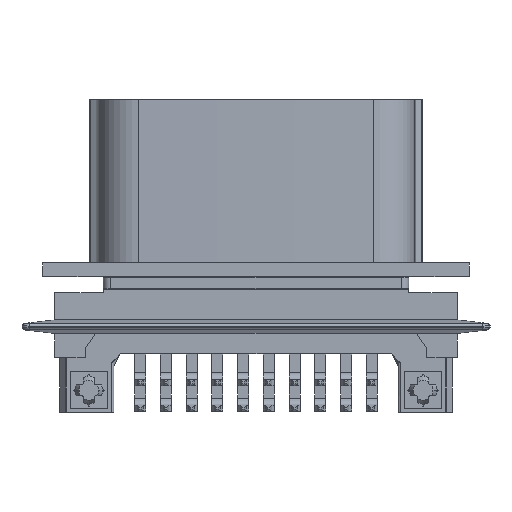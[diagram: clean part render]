
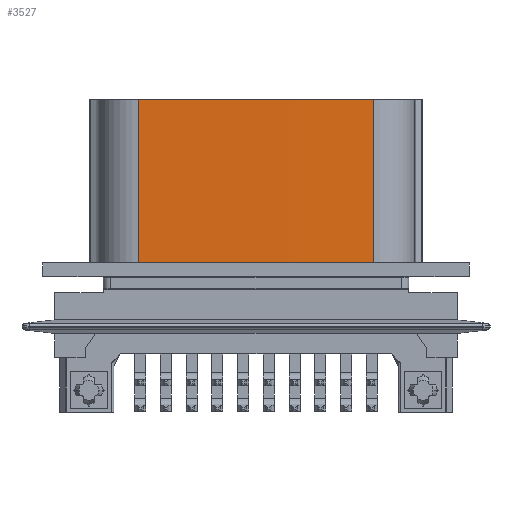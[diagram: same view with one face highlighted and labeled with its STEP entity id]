
A CAD part, front view. The second image highlights one B-rep face of the part: STEP entity #3527.
In plain terms, the highlighted cylindrical face has radius 642.873 mm (diameter 1285.75 mm), a partial arc.
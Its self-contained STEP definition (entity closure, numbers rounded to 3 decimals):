
#3527=ADVANCED_FACE('',(#7325),#7326,.T.);
#7325=FACE_OUTER_BOUND('',#11383,.T.);
#7326=CYLINDRICAL_SURFACE('',#11384,642.873);
#11383=EDGE_LOOP('',(#22653,#22654,#22655,#22656));
#11384=AXIS2_PLACEMENT_3D('',#22657,#22658,#22659);
#22653=ORIENTED_EDGE('',*,*,#29176,.T.);
#22654=ORIENTED_EDGE('',*,*,#29212,.F.);
#22655=ORIENTED_EDGE('',*,*,#29213,.F.);
#22656=ORIENTED_EDGE('',*,*,#29209,.T.);
#22657=CARTESIAN_POINT('',(15.761,630.894,-3.76));
#22658=DIRECTION('',(0.0,0.0,1.0));
#22659=DIRECTION('',(1.0,0.0,0.0));
#29176=EDGE_CURVE('',#36275,#36273,#36276,.T.);
#29209=EDGE_CURVE('',#36328,#36275,#36329,.T.);
#29212=EDGE_CURVE('',#36332,#36273,#36333,.T.);
#29213=EDGE_CURVE('',#36328,#36332,#36334,.T.);
#36273=VERTEX_POINT('',#46542);
#36275=VERTEX_POINT('',#46544);
#36276=CIRCLE('',#46545,642.873);
#36328=VERTEX_POINT('',#46608);
#36329=LINE('',#46609,#46610);
#36332=VERTEX_POINT('',#46613);
#36333=LINE('',#46614,#46615);
#36334=CIRCLE('',#46616,642.873);
#46542=CARTESIAN_POINT('',(-0.199,-11.781,18.55));
#46544=CARTESIAN_POINT('',(31.721,-11.781,18.55));
#46545=AXIS2_PLACEMENT_3D('',#52705,#52706,#52707);
#46608=CARTESIAN_POINT('',(31.721,-11.781,-3.66));
#46609=CARTESIAN_POINT('',(31.721,-11.781,-3.76));
#46610=VECTOR('',#52764,1.0);
#46613=CARTESIAN_POINT('',(-0.199,-11.781,-3.66));
#46614=CARTESIAN_POINT('',(-0.199,-11.781,-3.76));
#46615=VECTOR('',#52768,1.0);
#46616=AXIS2_PLACEMENT_3D('',#52769,#52770,#52771);
#52705=CARTESIAN_POINT('',(15.761,630.894,18.55));
#52706=DIRECTION('',(0.0,0.0,-1.0));
#52707=DIRECTION('',(1.0,0.0,0.0));
#52764=DIRECTION('',(0.0,0.0,1.0));
#52768=DIRECTION('',(0.0,0.0,1.0));
#52769=CARTESIAN_POINT('',(15.761,630.894,-3.66));
#52770=DIRECTION('',(0.,0.,-1.0));
#52771=DIRECTION('',(1.0,0.,0.));
